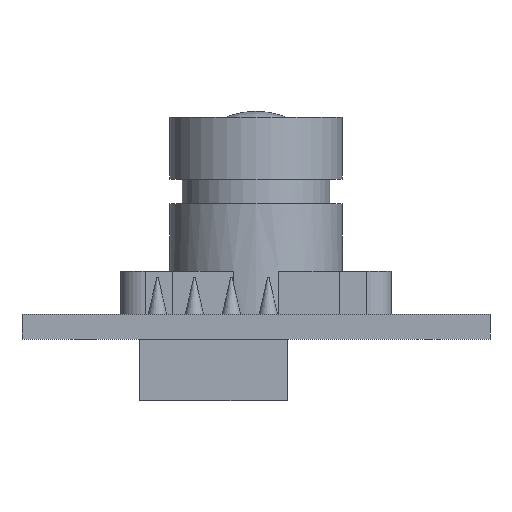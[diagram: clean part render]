
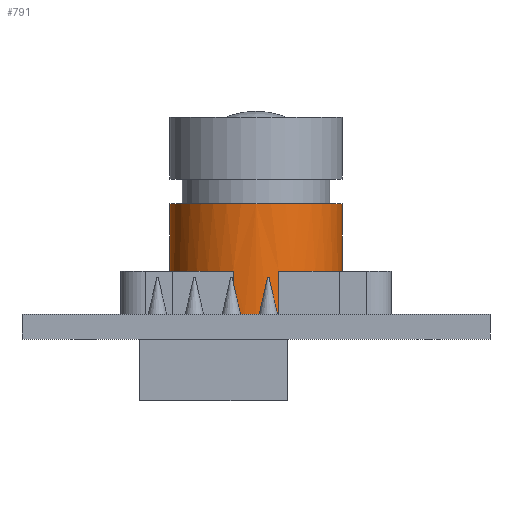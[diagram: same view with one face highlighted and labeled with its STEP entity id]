
A CAD part, front view. The second image highlights one B-rep face of the part: STEP entity #791.
In plain terms, the highlighted cylindrical face has radius 7 mm (diameter 14 mm), a partial arc.
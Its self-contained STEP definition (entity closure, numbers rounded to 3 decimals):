
#2 = DIRECTION ( 'NONE',  ( 0., 0., 1. ) ) ;
#29 = VERTEX_POINT ( 'NONE', #1444 ) ;
#48 = CYLINDRICAL_SURFACE ( 'NONE', #241, 7. ) ;
#59 = EDGE_CURVE ( 'NONE', #1266, #745, #639, .T. ) ;
#83 = VERTEX_POINT ( 'NONE', #1742 ) ;
#97 = ORIENTED_EDGE ( 'NONE', *, *, #874, .T. ) ;
#105 = EDGE_CURVE ( 'NONE', #745, #1438, #1125, .T. ) ;
#111 = VECTOR ( 'NONE', #1425, 1000. ) ;
#160 = ORIENTED_EDGE ( 'NONE', *, *, #694, .F. ) ;
#188 = DIRECTION ( 'NONE',  ( 0., 0., 1. ) ) ;
#194 = ORIENTED_EDGE ( 'NONE', *, *, #59, .F. ) ;
#217 = VERTEX_POINT ( 'NONE', #1491 ) ;
#226 = LINE ( 'NONE', #1866, #1535 ) ;
#231 = CARTESIAN_POINT ( 'NONE',  ( 0., 0., 2. ) ) ;
#241 = AXIS2_PLACEMENT_3D ( 'NONE', #610, #1120, #777 ) ;
#243 = EDGE_LOOP ( 'NONE', ( #1650, #194, #531, #1296, #1765, #97, #160, #617 ) ) ;
#274 = AXIS2_PLACEMENT_3D ( 'NONE', #1093, #1250, #675 ) ;
#317 = CARTESIAN_POINT ( 'NONE',  ( -1.854, -6.75, 11. ) ) ;
#332 = AXIS2_PLACEMENT_3D ( 'NONE', #444, #2, #756 ) ;
#341 = VERTEX_POINT ( 'NONE', #1838 ) ;
#377 = DIRECTION ( 'NONE',  ( 0., 0., -1. ) ) ;
#409 = CARTESIAN_POINT ( 'NONE',  ( 0., 0., 11. ) ) ;
#444 = CARTESIAN_POINT ( 'NONE',  ( 0., 0., 5.5 ) ) ;
#483 = FACE_OUTER_BOUND ( 'NONE', #243, .T. ) ;
#527 = EDGE_CURVE ( 'NONE', #1266, #341, #226, .T. ) ;
#531 = ORIENTED_EDGE ( 'NONE', *, *, #527, .T. ) ;
#579 = AXIS2_PLACEMENT_3D ( 'NONE', #231, #188, #819 ) ;
#610 = CARTESIAN_POINT ( 'NONE',  ( 0., 0., 11. ) ) ;
#617 = ORIENTED_EDGE ( 'NONE', *, *, #660, .T. ) ;
#639 = CIRCLE ( 'NONE', #950, 7. ) ;
#660 = EDGE_CURVE ( 'NONE', #804, #1438, #1193, .T. ) ;
#675 = DIRECTION ( 'NONE',  ( 1., 0., 0. ) ) ;
#694 = EDGE_CURVE ( 'NONE', #804, #29, #1593, .T. ) ;
#724 = CARTESIAN_POINT ( 'NONE',  ( 1.854, -6.75, 11. ) ) ;
#745 = VERTEX_POINT ( 'NONE', #1466 ) ;
#756 = DIRECTION ( 'NONE',  ( 1., 0., 0. ) ) ;
#777 = DIRECTION ( 'NONE',  ( -1., 0., 0. ) ) ;
#791 = ADVANCED_FACE ( 'NONE', ( #483 ), #48, .T. ) ;
#804 = VERTEX_POINT ( 'NONE', #1664 ) ;
#810 = CARTESIAN_POINT ( 'NONE',  ( -7., 0., 11. ) ) ;
#819 = DIRECTION ( 'NONE',  ( 1., 0., 0. ) ) ;
#832 = VECTOR ( 'NONE', #913, 1000. ) ;
#837 = DIRECTION ( 'NONE',  ( 1., 0., 0. ) ) ;
#874 = EDGE_CURVE ( 'NONE', #83, #29, #1409, .T. ) ;
#887 = VECTOR ( 'NONE', #1181, 1000. ) ;
#913 = DIRECTION ( 'NONE',  ( 0., 0., 1. ) ) ;
#950 = AXIS2_PLACEMENT_3D ( 'NONE', #409, #1569, #837 ) ;
#985 = CARTESIAN_POINT ( 'NONE',  ( 7., 0., 5.5 ) ) ;
#1093 = CARTESIAN_POINT ( 'NONE',  ( 0., 0., 5.5 ) ) ;
#1120 = DIRECTION ( 'NONE',  ( 0., 0., -1. ) ) ;
#1125 = LINE ( 'NONE', #1868, #111 ) ;
#1181 = DIRECTION ( 'NONE',  ( 0., 0., -1. ) ) ;
#1193 = CIRCLE ( 'NONE', #332, 7. ) ;
#1205 = LINE ( 'NONE', #317, #832 ) ;
#1250 = DIRECTION ( 'NONE',  ( 0., 0., 1. ) ) ;
#1266 = VERTEX_POINT ( 'NONE', #810 ) ;
#1280 = EDGE_CURVE ( 'NONE', #341, #217, #1630, .T. ) ;
#1296 = ORIENTED_EDGE ( 'NONE', *, *, #1280, .T. ) ;
#1409 = CIRCLE ( 'NONE', #579, 7. ) ;
#1425 = DIRECTION ( 'NONE',  ( 0., 0., -1. ) ) ;
#1438 = VERTEX_POINT ( 'NONE', #985 ) ;
#1444 = CARTESIAN_POINT ( 'NONE',  ( 1.854, -6.75, 2. ) ) ;
#1466 = CARTESIAN_POINT ( 'NONE',  ( 7., 0., 11. ) ) ;
#1491 = CARTESIAN_POINT ( 'NONE',  ( -1.854, -6.75, 5.5 ) ) ;
#1535 = VECTOR ( 'NONE', #377, 1000. ) ;
#1553 = EDGE_CURVE ( 'NONE', #83, #217, #1205, .T. ) ;
#1569 = DIRECTION ( 'NONE',  ( 0., 0., 1. ) ) ;
#1593 = LINE ( 'NONE', #724, #887 ) ;
#1630 = CIRCLE ( 'NONE', #274, 7. ) ;
#1650 = ORIENTED_EDGE ( 'NONE', *, *, #105, .F. ) ;
#1664 = CARTESIAN_POINT ( 'NONE',  ( 1.854, -6.75, 5.5 ) ) ;
#1742 = CARTESIAN_POINT ( 'NONE',  ( -1.854, -6.75, 2. ) ) ;
#1765 = ORIENTED_EDGE ( 'NONE', *, *, #1553, .F. ) ;
#1838 = CARTESIAN_POINT ( 'NONE',  ( -7., 0., 5.5 ) ) ;
#1866 = CARTESIAN_POINT ( 'NONE',  ( -7., 0., 11. ) ) ;
#1868 = CARTESIAN_POINT ( 'NONE',  ( 7., 0., 11. ) ) ;
